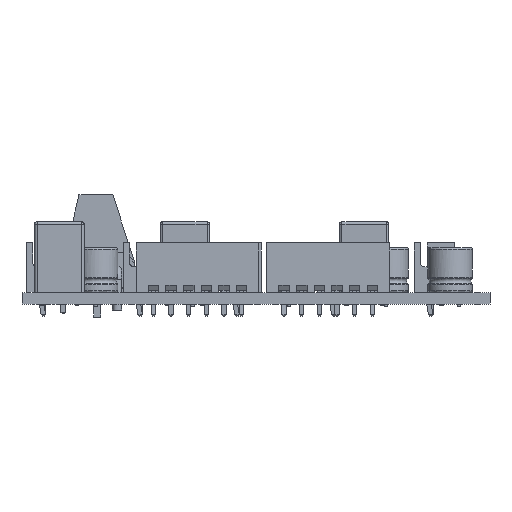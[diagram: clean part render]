
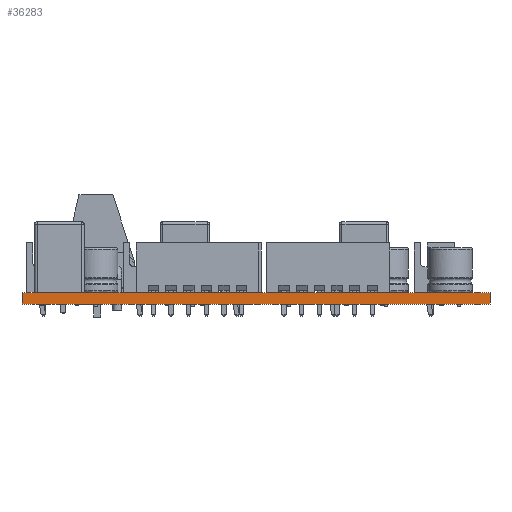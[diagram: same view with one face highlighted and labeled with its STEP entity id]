
A CAD part, front view. The second image highlights one B-rep face of the part: STEP entity #36283.
In plain terms, the highlighted planar face has unit normal (0, -1, 0).
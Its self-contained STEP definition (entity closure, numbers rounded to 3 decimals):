
#36283 = ADVANCED_FACE('',(#36284),#36298,.T.);
#36284 = FACE_BOUND('',#36285,.T.);
#36285 = EDGE_LOOP('',(#36286,#36321,#36349,#36377));
#36286 = ORIENTED_EDGE('',*,*,#36287,.T.);
#36287 = EDGE_CURVE('',#36288,#36290,#36292,.T.);
#36288 = VERTEX_POINT('',#36289);
#36289 = CARTESIAN_POINT('',(66.294,-65.532,0.));
#36290 = VERTEX_POINT('',#36291);
#36291 = CARTESIAN_POINT('',(66.294,-65.532,1.6));
#36292 = SURFACE_CURVE('',#36293,(#36297,#36309),.PCURVE_S1.);
#36293 = LINE('',#36294,#36295);
#36294 = CARTESIAN_POINT('',(66.294,-65.532,0.));
#36295 = VECTOR('',#36296,1.);
#36296 = DIRECTION('',(0.,0.,1.));
#36297 = PCURVE('',#36298,#36303);
#36298 = PLANE('',#36299);
#36299 = AXIS2_PLACEMENT_3D('',#36300,#36301,#36302);
#36300 = CARTESIAN_POINT('',(66.294,-65.532,0.));
#36301 = DIRECTION('',(0.,-1.,0.));
#36302 = DIRECTION('',(-1.,0.,0.));
#36303 = DEFINITIONAL_REPRESENTATION('',(#36304),#36308);
#36304 = LINE('',#36305,#36306);
#36305 = CARTESIAN_POINT('',(0.,-0.));
#36306 = VECTOR('',#36307,1.);
#36307 = DIRECTION('',(0.,-1.));
#36308 = ( GEOMETRIC_REPRESENTATION_CONTEXT(2) 
PARAMETRIC_REPRESENTATION_CONTEXT() REPRESENTATION_CONTEXT('2D SPACE',''
  ) );
#36309 = PCURVE('',#36310,#36315);
#36310 = PLANE('',#36311);
#36311 = AXIS2_PLACEMENT_3D('',#36312,#36313,#36314);
#36312 = CARTESIAN_POINT('',(66.294,-0.,0.));
#36313 = DIRECTION('',(1.,0.,-0.));
#36314 = DIRECTION('',(0.,-1.,0.));
#36315 = DEFINITIONAL_REPRESENTATION('',(#36316),#36320);
#36316 = LINE('',#36317,#36318);
#36317 = CARTESIAN_POINT('',(65.532,0.));
#36318 = VECTOR('',#36319,1.);
#36319 = DIRECTION('',(0.,-1.));
#36320 = ( GEOMETRIC_REPRESENTATION_CONTEXT(2) 
PARAMETRIC_REPRESENTATION_CONTEXT() REPRESENTATION_CONTEXT('2D SPACE',''
  ) );
#36321 = ORIENTED_EDGE('',*,*,#36322,.T.);
#36322 = EDGE_CURVE('',#36290,#36323,#36325,.T.);
#36323 = VERTEX_POINT('',#36324);
#36324 = CARTESIAN_POINT('',(0.,-65.532,1.6));
#36325 = SURFACE_CURVE('',#36326,(#36330,#36337),.PCURVE_S1.);
#36326 = LINE('',#36327,#36328);
#36327 = CARTESIAN_POINT('',(66.294,-65.532,1.6));
#36328 = VECTOR('',#36329,1.);
#36329 = DIRECTION('',(-1.,0.,0.));
#36330 = PCURVE('',#36298,#36331);
#36331 = DEFINITIONAL_REPRESENTATION('',(#36332),#36336);
#36332 = LINE('',#36333,#36334);
#36333 = CARTESIAN_POINT('',(0.,-1.6));
#36334 = VECTOR('',#36335,1.);
#36335 = DIRECTION('',(1.,0.));
#36336 = ( GEOMETRIC_REPRESENTATION_CONTEXT(2) 
PARAMETRIC_REPRESENTATION_CONTEXT() REPRESENTATION_CONTEXT('2D SPACE',''
  ) );
#36337 = PCURVE('',#36338,#36343);
#36338 = PLANE('',#36339);
#36339 = AXIS2_PLACEMENT_3D('',#36340,#36341,#36342);
#36340 = CARTESIAN_POINT('',(33.147,-32.766,1.6));
#36341 = DIRECTION('',(-0.,-0.,-1.));
#36342 = DIRECTION('',(-1.,0.,0.));
#36343 = DEFINITIONAL_REPRESENTATION('',(#36344),#36348);
#36344 = LINE('',#36345,#36346);
#36345 = CARTESIAN_POINT('',(-33.147,-32.766));
#36346 = VECTOR('',#36347,1.);
#36347 = DIRECTION('',(1.,0.));
#36348 = ( GEOMETRIC_REPRESENTATION_CONTEXT(2) 
PARAMETRIC_REPRESENTATION_CONTEXT() REPRESENTATION_CONTEXT('2D SPACE',''
  ) );
#36349 = ORIENTED_EDGE('',*,*,#36350,.F.);
#36350 = EDGE_CURVE('',#36351,#36323,#36353,.T.);
#36351 = VERTEX_POINT('',#36352);
#36352 = CARTESIAN_POINT('',(0.,-65.532,0.));
#36353 = SURFACE_CURVE('',#36354,(#36358,#36365),.PCURVE_S1.);
#36354 = LINE('',#36355,#36356);
#36355 = CARTESIAN_POINT('',(0.,-65.532,0.));
#36356 = VECTOR('',#36357,1.);
#36357 = DIRECTION('',(0.,0.,1.));
#36358 = PCURVE('',#36298,#36359);
#36359 = DEFINITIONAL_REPRESENTATION('',(#36360),#36364);
#36360 = LINE('',#36361,#36362);
#36361 = CARTESIAN_POINT('',(66.294,0.));
#36362 = VECTOR('',#36363,1.);
#36363 = DIRECTION('',(0.,-1.));
#36364 = ( GEOMETRIC_REPRESENTATION_CONTEXT(2) 
PARAMETRIC_REPRESENTATION_CONTEXT() REPRESENTATION_CONTEXT('2D SPACE',''
  ) );
#36365 = PCURVE('',#36366,#36371);
#36366 = PLANE('',#36367);
#36367 = AXIS2_PLACEMENT_3D('',#36368,#36369,#36370);
#36368 = CARTESIAN_POINT('',(0.,-65.532,0.));
#36369 = DIRECTION('',(-1.,0.,0.));
#36370 = DIRECTION('',(0.,1.,0.));
#36371 = DEFINITIONAL_REPRESENTATION('',(#36372),#36376);
#36372 = LINE('',#36373,#36374);
#36373 = CARTESIAN_POINT('',(0.,0.));
#36374 = VECTOR('',#36375,1.);
#36375 = DIRECTION('',(0.,-1.));
#36376 = ( GEOMETRIC_REPRESENTATION_CONTEXT(2) 
PARAMETRIC_REPRESENTATION_CONTEXT() REPRESENTATION_CONTEXT('2D SPACE',''
  ) );
#36377 = ORIENTED_EDGE('',*,*,#36378,.F.);
#36378 = EDGE_CURVE('',#36288,#36351,#36379,.T.);
#36379 = SURFACE_CURVE('',#36380,(#36384,#36391),.PCURVE_S1.);
#36380 = LINE('',#36381,#36382);
#36381 = CARTESIAN_POINT('',(66.294,-65.532,0.));
#36382 = VECTOR('',#36383,1.);
#36383 = DIRECTION('',(-1.,0.,0.));
#36384 = PCURVE('',#36298,#36385);
#36385 = DEFINITIONAL_REPRESENTATION('',(#36386),#36390);
#36386 = LINE('',#36387,#36388);
#36387 = CARTESIAN_POINT('',(0.,-0.));
#36388 = VECTOR('',#36389,1.);
#36389 = DIRECTION('',(1.,0.));
#36390 = ( GEOMETRIC_REPRESENTATION_CONTEXT(2) 
PARAMETRIC_REPRESENTATION_CONTEXT() REPRESENTATION_CONTEXT('2D SPACE',''
  ) );
#36391 = PCURVE('',#36392,#36397);
#36392 = PLANE('',#36393);
#36393 = AXIS2_PLACEMENT_3D('',#36394,#36395,#36396);
#36394 = CARTESIAN_POINT('',(33.147,-32.766,0.));
#36395 = DIRECTION('',(-0.,-0.,-1.));
#36396 = DIRECTION('',(-1.,0.,0.));
#36397 = DEFINITIONAL_REPRESENTATION('',(#36398),#36402);
#36398 = LINE('',#36399,#36400);
#36399 = CARTESIAN_POINT('',(-33.147,-32.766));
#36400 = VECTOR('',#36401,1.);
#36401 = DIRECTION('',(1.,0.));
#36402 = ( GEOMETRIC_REPRESENTATION_CONTEXT(2) 
PARAMETRIC_REPRESENTATION_CONTEXT() REPRESENTATION_CONTEXT('2D SPACE',''
  ) );
